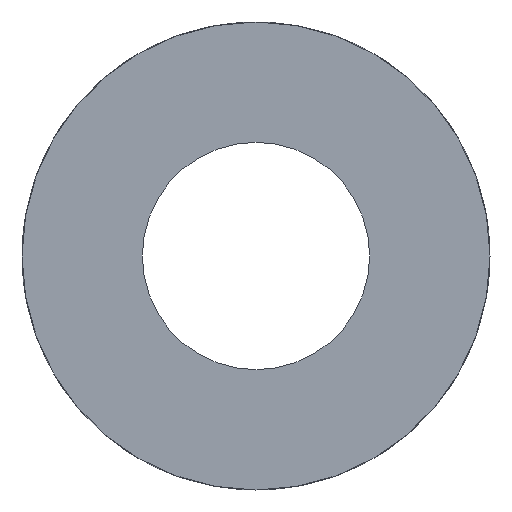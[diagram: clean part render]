
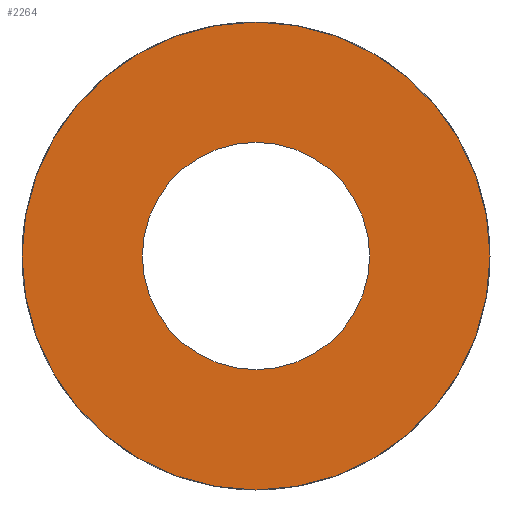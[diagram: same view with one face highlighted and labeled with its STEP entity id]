
A CAD part, front view. The second image highlights one B-rep face of the part: STEP entity #2264.
In plain terms, the highlighted planar face has unit normal (0, -1, 0).
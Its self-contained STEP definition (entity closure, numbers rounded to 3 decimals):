
#50=PLANE('',#2408);
#742=VERTEX_POINT('',#2963);
#743=VERTEX_POINT('',#2965);
#766=VERTEX_POINT('',#3043);
#767=VERTEX_POINT('',#3045);
#961=CIRCLE('',#2364,1.7);
#963=CIRCLE('',#2368,3.5);
#980=CIRCLE('',#2386,3.5);
#983=CIRCLE('',#2406,1.7);
#986=EDGE_CURVE('',#742,#743,#961,.T.);
#1010=EDGE_CURVE('',#767,#766,#963,.T.);
#1077=EDGE_CURVE('',#766,#767,#980,.T.);
#1157=EDGE_CURVE('',#743,#742,#983,.T.);
#1521=ORIENTED_EDGE('',*,*,#1010,.T.);
#1522=ORIENTED_EDGE('',*,*,#1077,.T.);
#1523=ORIENTED_EDGE('',*,*,#1157,.F.);
#1524=ORIENTED_EDGE('',*,*,#986,.F.);
#2021=EDGE_LOOP('',(#1521,#1522));
#2022=EDGE_LOOP('',(#1523,#1524));
#2143=FACE_BOUND('',#2021,.T.);
#2144=FACE_BOUND('',#2022,.T.);
#2264=ADVANCED_FACE('',(#2143,#2144),#50,.T.);
#2364=AXIS2_PLACEMENT_3D('',#2964,#2511,#2512);
#2368=AXIS2_PLACEMENT_3D('',#3044,#2531,#2532);
#2386=AXIS2_PLACEMENT_3D('',#3228,#2600,#2601);
#2406=AXIS2_PLACEMENT_3D('',#3413,#2693,#2694);
#2408=AXIS2_PLACEMENT_3D('',#3415,#2696,$);
#2511=DIRECTION('',(0.,-1.,0.));
#2512=DIRECTION('',(1.7,0.,0.));
#2531=DIRECTION('',(0.,-1.,0.));
#2532=DIRECTION('',(3.5,0.,0.));
#2600=DIRECTION('',(0.,-1.,0.));
#2601=DIRECTION('',(3.5,0.,0.));
#2693=DIRECTION('',(0.,-1.,0.));
#2694=DIRECTION('',(1.7,0.,0.));
#2696=DIRECTION('',(0.,-1.,0.));
#2963=CARTESIAN_POINT('',(-1.7,-0.9,0.));
#2964=CARTESIAN_POINT('',(0.,-0.9,0.));
#2965=CARTESIAN_POINT('',(1.7,-0.9,0.));
#3043=CARTESIAN_POINT('',(-3.5,-0.9,0.));
#3044=CARTESIAN_POINT('',(0.,-0.9,0.));
#3045=CARTESIAN_POINT('',(3.5,-0.9,0.));
#3228=CARTESIAN_POINT('',(0.,-0.9,0.));
#3413=CARTESIAN_POINT('',(0.,-0.9,0.));
#3415=CARTESIAN_POINT('',(1.7,-0.9,0.));
